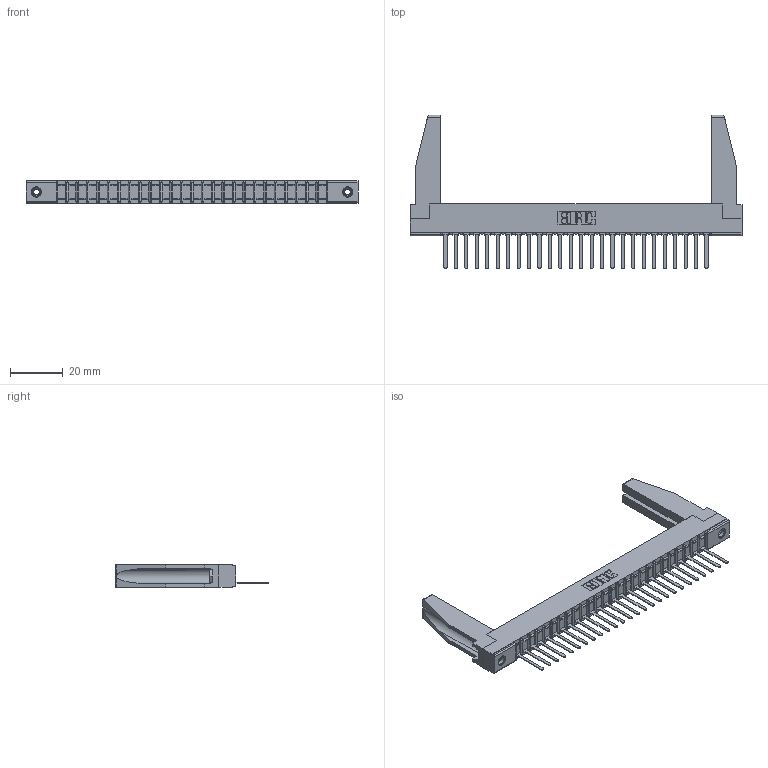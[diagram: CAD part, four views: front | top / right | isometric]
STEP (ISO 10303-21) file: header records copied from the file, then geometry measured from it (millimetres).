
FILE_DESCRIPTION (( 'STEP AP203' ), '1' );
FILE_NAME ('307-026-541-178.STEP', '2019-09-05T02:05:01', ( '' ), ( '' ), 'SwSTEP 2.0', 'SolidWorks 2016', '' );
FILE_SCHEMA (( 'CONFIG_CONTROL_DESIGN' ));
Length unit declared in the file: inch
Products named in the file (5): 345-250-001_345-250-001-102; 307-026-541-178; 307 Part_.156 Dia Mounting Holes; 307-290-002_541; 307-220-078
Assembly tree (31 placements, depth 2):
  307-026-541-178
    307 Part_.156 Dia Mounting Holes
    307-290-002_541  x26
    307-220-078  x2
    345-250-001_345-250-001-102  x2
Bounding box: 126.03 x 58.29 x 8.71 mm (x, y, z)
Volume: 12389.4 mm3; surface area: 19757.3 mm2
Topology: 31 solids, 31 shells, 2199 faces, 6685 edges, 4374 vertices
Faces by surface type: plane 1324, cylinder 805, sphere 54, cone 12, torus 4
Entity records: 27419 total; most frequent: CARTESIAN_POINT 4622, ORIENTED_EDGE 4568, DIRECTION 4454, EDGE_CURVE 2284, VECTOR 1746, LINE 1746, VERTEX_POINT 1480, AXIS2_PLACEMENT_3D 1354
